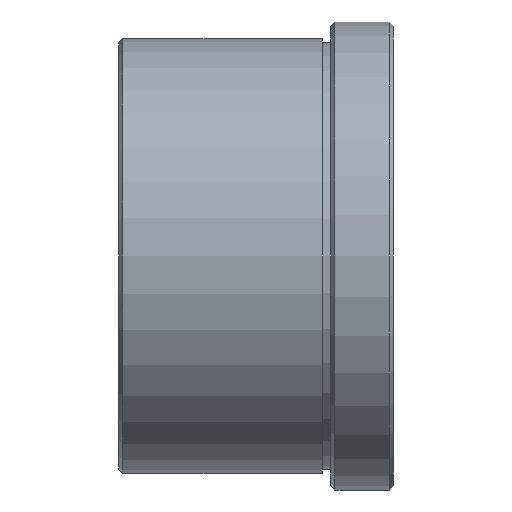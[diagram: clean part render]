
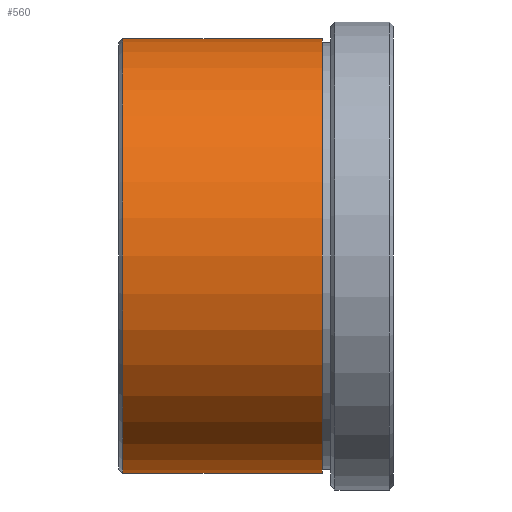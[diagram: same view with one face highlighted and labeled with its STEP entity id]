
A CAD part, left-side view. The second image highlights one B-rep face of the part: STEP entity #560.
In plain terms, the highlighted cylindrical face has radius 26 mm (diameter 52 mm), a partial arc.
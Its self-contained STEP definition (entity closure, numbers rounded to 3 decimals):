
#3 = CYLINDRICAL_SURFACE ( 'NONE', #372, 26. ) ;
#24 = VERTEX_POINT ( 'NONE', #731 ) ;
#46 = CARTESIAN_POINT ( 'NONE',  ( 0., 26.543, 26. ) ) ;
#52 = ORIENTED_EDGE ( 'NONE', *, *, #364, .F. ) ;
#74 = CARTESIAN_POINT ( 'NONE',  ( 0., 44.599, 26. ) ) ;
#98 = LINE ( 'NONE', #74, #462 ) ;
#144 = LINE ( 'NONE', #747, #876 ) ;
#184 = EDGE_CURVE ( 'NONE', #24, #357, #98, .T. ) ;
#191 = CIRCLE ( 'NONE', #762, 26. ) ;
#201 = CARTESIAN_POINT ( 'NONE',  ( 0., 26.543, 0. ) ) ;
#236 = VERTEX_POINT ( 'NONE', #281 ) ;
#281 = CARTESIAN_POINT ( 'NONE',  ( 0., 26.543, -26. ) ) ;
#282 = ORIENTED_EDGE ( 'NONE', *, *, #646, .T. ) ;
#285 = DIRECTION ( 'NONE',  ( 0., 0., 1. ) ) ;
#292 = DIRECTION ( 'NONE',  ( 0., 1., 0. ) ) ;
#303 = AXIS2_PLACEMENT_3D ( 'NONE', #714, #292, #784 ) ;
#357 = VERTEX_POINT ( 'NONE', #46 ) ;
#364 = EDGE_CURVE ( 'NONE', #755, #236, #144, .T. ) ;
#372 = AXIS2_PLACEMENT_3D ( 'NONE', #716, #708, #845 ) ;
#462 = VECTOR ( 'NONE', #503, 1000. ) ;
#503 = DIRECTION ( 'NONE',  ( 0., 1., 0. ) ) ;
#520 = EDGE_CURVE ( 'NONE', #236, #357, #191, .T. ) ;
#538 = ORIENTED_EDGE ( 'NONE', *, *, #184, .T. ) ;
#560 = ADVANCED_FACE ( 'NONE', ( #753 ), #3, .T. ) ;
#584 = CARTESIAN_POINT ( 'NONE',  ( 0., 2.643, -26. ) ) ;
#610 = ORIENTED_EDGE ( 'NONE', *, *, #520, .F. ) ;
#646 = EDGE_CURVE ( 'NONE', #755, #24, #831, .T. ) ;
#694 = DIRECTION ( 'NONE',  ( 0., 1., 0. ) ) ;
#708 = DIRECTION ( 'NONE',  ( 0., 1., 0. ) ) ;
#714 = CARTESIAN_POINT ( 'NONE',  ( 0., 2.643, 0. ) ) ;
#716 = CARTESIAN_POINT ( 'NONE',  ( 0., 44.599, 0. ) ) ;
#731 = CARTESIAN_POINT ( 'NONE',  ( 0., 2.643, 26. ) ) ;
#747 = CARTESIAN_POINT ( 'NONE',  ( 0., 44.599, -26. ) ) ;
#753 = FACE_OUTER_BOUND ( 'NONE', #848, .T. ) ;
#754 = DIRECTION ( 'NONE',  ( 0., 1., 0. ) ) ;
#755 = VERTEX_POINT ( 'NONE', #584 ) ;
#762 = AXIS2_PLACEMENT_3D ( 'NONE', #201, #694, #285 ) ;
#784 = DIRECTION ( 'NONE',  ( 0., 0., 1. ) ) ;
#831 = CIRCLE ( 'NONE', #303, 26. ) ;
#845 = DIRECTION ( 'NONE',  ( 0., 0., 1. ) ) ;
#848 = EDGE_LOOP ( 'NONE', ( #52, #282, #538, #610 ) ) ;
#876 = VECTOR ( 'NONE', #754, 1000. ) ;
